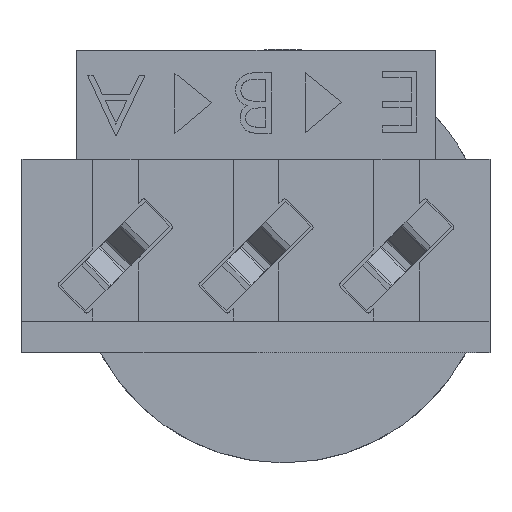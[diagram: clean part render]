
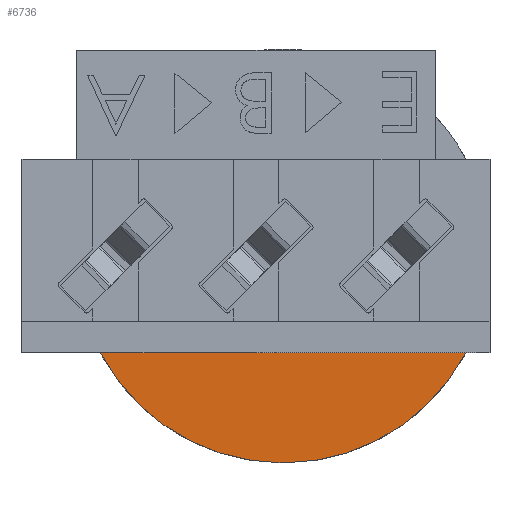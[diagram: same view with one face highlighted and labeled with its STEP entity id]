
A CAD part, front view. The second image highlights one B-rep face of the part: STEP entity #6736.
In plain terms, the highlighted planar face has unit normal (0, -1, 0).
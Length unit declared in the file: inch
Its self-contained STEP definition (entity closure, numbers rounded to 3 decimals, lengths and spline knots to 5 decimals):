
#2962 = CARTESIAN_POINT ( 'NONE',  ( 0., 0., -0.294 ) ) ;
#2985 = DIRECTION ( 'NONE',  ( 0., 0., 1. ) ) ;
#2986 = DIRECTION ( 'NONE',  ( 0., 1., 0. ) ) ;
#2987 = CARTESIAN_POINT ( 'NONE',  ( 0., 0., 0. ) ) ;
#2988 = AXIS2_PLACEMENT_3D ( 'NONE', #2987, #2986, #2985 ) ;
#2989 = CIRCLE ( 'NONE', #2988, 0.294 ) ;
#2990 = CARTESIAN_POINT ( 'NONE',  ( 0.25986, 0., -0.1375 ) ) ;
#3136 = CARTESIAN_POINT ( 'NONE',  ( -0.25986, 0., -0.1375 ) ) ;
#3137 = DIRECTION ( 'NONE',  ( 0., 0., 1. ) ) ;
#3138 = DIRECTION ( 'NONE',  ( 0., 1., 0. ) ) ;
#3139 = CARTESIAN_POINT ( 'NONE',  ( 0., 0., 0. ) ) ;
#3140 = AXIS2_PLACEMENT_3D ( 'NONE', #3139, #3138, #3137 ) ;
#3141 = CIRCLE ( 'NONE', #3140, 0.294 ) ;
#3435 = PLANE ( 'NONE',  #3498 ) ;
#3436 = FACE_OUTER_BOUND ( 'NONE', #6737, .T. ) ;
#3495 = DIRECTION ( 'NONE',  ( 0., 0., 1. ) ) ;
#3496 = DIRECTION ( 'NONE',  ( 0., 1., 0. ) ) ;
#3497 = CARTESIAN_POINT ( 'NONE',  ( 0., 0., 0. ) ) ;
#3498 = AXIS2_PLACEMENT_3D ( 'NONE', #3497, #3496, #3495 ) ;
#3582 = DIRECTION ( 'NONE',  ( 1., 0., 0. ) ) ;
#3583 = VECTOR ( 'NONE', #3582, 39.37008 ) ;
#3584 = CARTESIAN_POINT ( 'NONE',  ( 0.294, 0., -0.1375 ) ) ;
#3585 = LINE ( 'NONE', #3584, #3583 ) ;
#6439 = VERTEX_POINT ( 'NONE', #2962 ) ;
#6457 = VERTEX_POINT ( 'NONE', #2990 ) ;
#6458 = EDGE_CURVE ( 'NONE', #6457, #6439, #2989, .T. ) ;
#6549 = EDGE_CURVE ( 'NONE', #6439, #6550, #3141, .T. ) ;
#6550 = VERTEX_POINT ( 'NONE', #3136 ) ;
#6736 = ADVANCED_FACE ( 'NONE', ( #3436 ), #3435, .F. ) ;
#6737 = EDGE_LOOP ( 'NONE', ( #6806, #6792, #6793 ) ) ;
#6792 = ORIENTED_EDGE ( 'NONE', *, *, #6549, .F. ) ;
#6793 = ORIENTED_EDGE ( 'NONE', *, *, #6458, .F. ) ;
#6804 = EDGE_CURVE ( 'NONE', #6550, #6457, #3585, .T. ) ;
#6806 = ORIENTED_EDGE ( 'NONE', *, *, #6804, .F. ) ;
